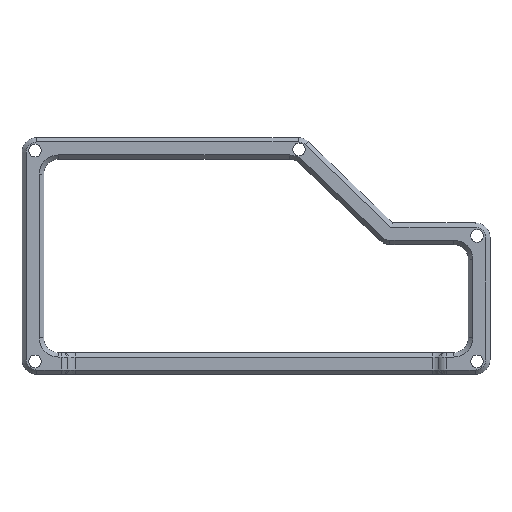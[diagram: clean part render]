
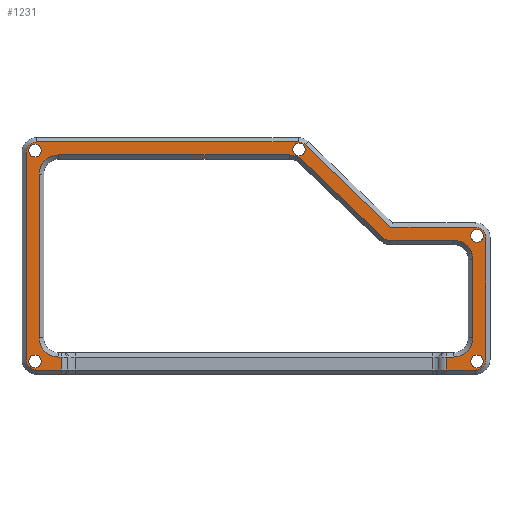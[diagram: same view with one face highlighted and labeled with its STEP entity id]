
A CAD part, top view. The second image highlights one B-rep face of the part: STEP entity #1231.
In plain terms, the highlighted planar face has unit normal (0, 0, 1).
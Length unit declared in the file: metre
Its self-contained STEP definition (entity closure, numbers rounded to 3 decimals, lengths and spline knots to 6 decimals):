
#67=LINE('',#1912,#189);
#68=LINE('',#1914,#190);
#69=LINE('',#1916,#191);
#70=LINE('',#1920,#192);
#71=LINE('',#1924,#193);
#72=LINE('',#1928,#194);
#73=LINE('',#1932,#195);
#74=LINE('',#1936,#196);
#75=LINE('',#1940,#197);
#76=LINE('',#1942,#198);
#77=LINE('',#1944,#199);
#78=LINE('',#1948,#200);
#79=LINE('',#1952,#201);
#80=LINE('',#1954,#202);
#81=LINE('',#1958,#203);
#82=LINE('',#1962,#204);
#189=VECTOR('',#1505,1.);
#190=VECTOR('',#1506,1.);
#191=VECTOR('',#1507,1.);
#192=VECTOR('',#1510,1.);
#193=VECTOR('',#1513,1.);
#194=VECTOR('',#1516,1.);
#195=VECTOR('',#1519,1.);
#196=VECTOR('',#1522,1.);
#197=VECTOR('',#1525,1.);
#198=VECTOR('',#1526,1.);
#199=VECTOR('',#1527,1.);
#200=VECTOR('',#1530,1.);
#201=VECTOR('',#1533,1.);
#202=VECTOR('',#1534,1.);
#203=VECTOR('',#1537,1.);
#204=VECTOR('',#1540,1.);
#319=ORIENTED_EDGE('',*,*,#681,.F.);
#320=ORIENTED_EDGE('',*,*,#682,.F.);
#321=ORIENTED_EDGE('',*,*,#683,.F.);
#322=ORIENTED_EDGE('',*,*,#684,.F.);
#323=ORIENTED_EDGE('',*,*,#685,.F.);
#324=ORIENTED_EDGE('',*,*,#686,.T.);
#325=ORIENTED_EDGE('',*,*,#687,.T.);
#326=ORIENTED_EDGE('',*,*,#688,.F.);
#327=ORIENTED_EDGE('',*,*,#689,.T.);
#328=ORIENTED_EDGE('',*,*,#690,.T.);
#329=ORIENTED_EDGE('',*,*,#691,.T.);
#330=ORIENTED_EDGE('',*,*,#692,.T.);
#331=ORIENTED_EDGE('',*,*,#693,.T.);
#332=ORIENTED_EDGE('',*,*,#694,.T.);
#333=ORIENTED_EDGE('',*,*,#695,.T.);
#334=ORIENTED_EDGE('',*,*,#696,.T.);
#335=ORIENTED_EDGE('',*,*,#697,.T.);
#336=ORIENTED_EDGE('',*,*,#698,.T.);
#337=ORIENTED_EDGE('',*,*,#699,.T.);
#338=ORIENTED_EDGE('',*,*,#700,.T.);
#339=ORIENTED_EDGE('',*,*,#701,.T.);
#340=ORIENTED_EDGE('',*,*,#702,.T.);
#341=ORIENTED_EDGE('',*,*,#703,.T.);
#342=ORIENTED_EDGE('',*,*,#704,.T.);
#343=ORIENTED_EDGE('',*,*,#705,.T.);
#344=ORIENTED_EDGE('',*,*,#706,.T.);
#345=ORIENTED_EDGE('',*,*,#707,.T.);
#346=ORIENTED_EDGE('',*,*,#708,.T.);
#347=ORIENTED_EDGE('',*,*,#709,.T.);
#348=ORIENTED_EDGE('',*,*,#710,.T.);
#349=ORIENTED_EDGE('',*,*,#711,.T.);
#350=ORIENTED_EDGE('',*,*,#712,.T.);
#681=EDGE_CURVE('',#862,#862,#957,.T.);
#682=EDGE_CURVE('',#863,#863,#958,.T.);
#683=EDGE_CURVE('',#864,#864,#959,.T.);
#684=EDGE_CURVE('',#865,#865,#960,.T.);
#685=EDGE_CURVE('',#866,#866,#961,.T.);
#686=EDGE_CURVE('',#867,#868,#962,.T.);
#687=EDGE_CURVE('',#868,#869,#67,.T.);
#688=EDGE_CURVE('',#870,#869,#68,.T.);
#689=EDGE_CURVE('',#870,#871,#69,.T.);
#690=EDGE_CURVE('',#871,#872,#963,.F.);
#691=EDGE_CURVE('',#872,#873,#70,.T.);
#692=EDGE_CURVE('',#873,#874,#964,.F.);
#693=EDGE_CURVE('',#874,#875,#71,.T.);
#694=EDGE_CURVE('',#875,#876,#965,.F.);
#695=EDGE_CURVE('',#876,#877,#72,.T.);
#696=EDGE_CURVE('',#877,#878,#966,.T.);
#697=EDGE_CURVE('',#878,#879,#73,.T.);
#698=EDGE_CURVE('',#879,#880,#967,.F.);
#699=EDGE_CURVE('',#880,#881,#74,.T.);
#700=EDGE_CURVE('',#881,#882,#968,.F.);
#701=EDGE_CURVE('',#882,#883,#75,.T.);
#702=EDGE_CURVE('',#883,#884,#76,.T.);
#703=EDGE_CURVE('',#884,#885,#77,.T.);
#704=EDGE_CURVE('',#885,#886,#969,.T.);
#705=EDGE_CURVE('',#886,#887,#78,.T.);
#706=EDGE_CURVE('',#887,#888,#970,.T.);
#707=EDGE_CURVE('',#888,#889,#79,.T.);
#708=EDGE_CURVE('',#889,#890,#80,.T.);
#709=EDGE_CURVE('',#890,#891,#971,.T.);
#710=EDGE_CURVE('',#891,#892,#81,.T.);
#711=EDGE_CURVE('',#892,#893,#972,.T.);
#712=EDGE_CURVE('',#893,#867,#82,.T.);
#862=VERTEX_POINT('',#1900);
#863=VERTEX_POINT('',#1902);
#864=VERTEX_POINT('',#1904);
#865=VERTEX_POINT('',#1906);
#866=VERTEX_POINT('',#1908);
#867=VERTEX_POINT('',#1910);
#868=VERTEX_POINT('',#1911);
#869=VERTEX_POINT('',#1913);
#870=VERTEX_POINT('',#1915);
#871=VERTEX_POINT('',#1917);
#872=VERTEX_POINT('',#1919);
#873=VERTEX_POINT('',#1921);
#874=VERTEX_POINT('',#1923);
#875=VERTEX_POINT('',#1925);
#876=VERTEX_POINT('',#1927);
#877=VERTEX_POINT('',#1929);
#878=VERTEX_POINT('',#1931);
#879=VERTEX_POINT('',#1933);
#880=VERTEX_POINT('',#1935);
#881=VERTEX_POINT('',#1937);
#882=VERTEX_POINT('',#1939);
#883=VERTEX_POINT('',#1941);
#884=VERTEX_POINT('',#1943);
#885=VERTEX_POINT('',#1945);
#886=VERTEX_POINT('',#1947);
#887=VERTEX_POINT('',#1949);
#888=VERTEX_POINT('',#1951);
#889=VERTEX_POINT('',#1953);
#890=VERTEX_POINT('',#1955);
#891=VERTEX_POINT('',#1957);
#892=VERTEX_POINT('',#1959);
#893=VERTEX_POINT('',#1961);
#957=CIRCLE('',#1329,0.00145);
#958=CIRCLE('',#1330,0.00145);
#959=CIRCLE('',#1331,0.00145);
#960=CIRCLE('',#1332,0.00145);
#961=CIRCLE('',#1333,0.00145);
#962=CIRCLE('',#1334,0.002428);
#963=CIRCLE('',#1335,0.004428);
#964=CIRCLE('',#1336,0.004428);
#965=CIRCLE('',#1337,0.004428);
#966=CIRCLE('',#1338,0.002428);
#967=CIRCLE('',#1339,0.004428);
#968=CIRCLE('',#1340,0.004428);
#969=CIRCLE('',#1341,0.002428);
#970=CIRCLE('',#1342,0.002428);
#971=CIRCLE('',#1343,0.002428);
#972=CIRCLE('',#1344,0.002428);
#1010=EDGE_LOOP('',(#319));
#1011=EDGE_LOOP('',(#320));
#1012=EDGE_LOOP('',(#321));
#1013=EDGE_LOOP('',(#322));
#1014=EDGE_LOOP('',(#323));
#1015=EDGE_LOOP('',(#324,#325,#326,#327,#328,#329,#330,#331,#332,#333,#334,
#335,#336,#337,#338,#339,#340,#341,#342,#343,#344,#345,#346,#347,#348,#349,
#350));
#1102=FACE_BOUND('',#1010,.T.);
#1103=FACE_BOUND('',#1011,.T.);
#1104=FACE_BOUND('',#1012,.T.);
#1105=FACE_BOUND('',#1013,.T.);
#1106=FACE_BOUND('',#1014,.T.);
#1107=FACE_BOUND('',#1015,.T.);
#1194=PLANE('',#1328);
#1231=ADVANCED_FACE('',(#1102,#1103,#1104,#1105,#1106,#1107),#1194,.T.);
#1328=AXIS2_PLACEMENT_3D('',#1898,#1491,#1492);
#1329=AXIS2_PLACEMENT_3D('',#1899,#1493,#1494);
#1330=AXIS2_PLACEMENT_3D('',#1901,#1495,#1496);
#1331=AXIS2_PLACEMENT_3D('',#1903,#1497,#1498);
#1332=AXIS2_PLACEMENT_3D('',#1905,#1499,#1500);
#1333=AXIS2_PLACEMENT_3D('',#1907,#1501,#1502);
#1334=AXIS2_PLACEMENT_3D('',#1909,#1503,#1504);
#1335=AXIS2_PLACEMENT_3D('',#1918,#1508,#1509);
#1336=AXIS2_PLACEMENT_3D('',#1922,#1511,#1512);
#1337=AXIS2_PLACEMENT_3D('',#1926,#1514,#1515);
#1338=AXIS2_PLACEMENT_3D('',#1930,#1517,#1518);
#1339=AXIS2_PLACEMENT_3D('',#1934,#1520,#1521);
#1340=AXIS2_PLACEMENT_3D('',#1938,#1523,#1524);
#1341=AXIS2_PLACEMENT_3D('',#1946,#1528,#1529);
#1342=AXIS2_PLACEMENT_3D('',#1950,#1531,#1532);
#1343=AXIS2_PLACEMENT_3D('',#1956,#1535,#1536);
#1344=AXIS2_PLACEMENT_3D('',#1960,#1538,#1539);
#1491=DIRECTION('',(0.,0.,1.));
#1492=DIRECTION('',(1.,0.,0.));
#1493=DIRECTION('',(0.,0.,1.));
#1494=DIRECTION('',(1.,0.,0.));
#1495=DIRECTION('',(0.,0.,1.));
#1496=DIRECTION('',(1.,0.,0.));
#1497=DIRECTION('',(0.,0.,1.));
#1498=DIRECTION('',(1.,0.,0.));
#1499=DIRECTION('',(0.,0.,1.));
#1500=DIRECTION('',(1.,0.,0.));
#1501=DIRECTION('',(0.,0.,1.));
#1502=DIRECTION('',(1.,0.,0.));
#1503=DIRECTION('',(0.,0.,1.));
#1504=DIRECTION('',(1.,0.,0.));
#1505=DIRECTION('',(1.,0.,0.));
#1506=DIRECTION('',(0.,-1.,0.));
#1507=DIRECTION('',(-1.,0.,0.));
#1508=DIRECTION('',(0.,0.,1.));
#1509=DIRECTION('',(1.,0.,0.));
#1510=DIRECTION('',(0.,1.,0.));
#1511=DIRECTION('',(0.,0.,1.));
#1512=DIRECTION('',(1.,0.,0.));
#1513=DIRECTION('',(1.,0.,0.));
#1514=DIRECTION('',(0.,0.,1.));
#1515=DIRECTION('',(1.,0.,0.));
#1516=DIRECTION('',(0.721,-0.693,0.));
#1517=DIRECTION('',(0.,0.,1.));
#1518=DIRECTION('',(1.,0.,0.));
#1519=DIRECTION('',(1.,0.,0.));
#1520=DIRECTION('',(0.,0.,1.));
#1521=DIRECTION('',(1.,0.,0.));
#1522=DIRECTION('',(0.,-1.,0.));
#1523=DIRECTION('',(0.,0.,1.));
#1524=DIRECTION('',(1.,0.,0.));
#1525=DIRECTION('',(-1.,0.,0.));
#1526=DIRECTION('',(0.,-1.,0.));
#1527=DIRECTION('',(1.,0.,0.));
#1528=DIRECTION('',(0.,0.,1.));
#1529=DIRECTION('',(1.,0.,0.));
#1530=DIRECTION('',(0.,1.,0.));
#1531=DIRECTION('',(0.,0.,1.));
#1532=DIRECTION('',(1.,0.,0.));
#1533=DIRECTION('',(-1.,0.,0.));
#1534=DIRECTION('',(-0.721,0.693,0.));
#1535=DIRECTION('',(0.,0.,1.));
#1536=DIRECTION('',(1.,0.,0.));
#1537=DIRECTION('',(-1.,0.,0.));
#1538=DIRECTION('',(0.,0.,1.));
#1539=DIRECTION('',(1.,0.,0.));
#1540=DIRECTION('',(0.,-1.,0.));
#1898=CARTESIAN_POINT('',(0.048923,0.02235,0.024));
#1899=CARTESIAN_POINT('',(0.1,0.027,0.024));
#1900=CARTESIAN_POINT('',(0.10145,0.027,0.024));
#1901=CARTESIAN_POINT('',(0.1,-0.002,0.024));
#1902=CARTESIAN_POINT('',(0.10145,-0.002,0.024));
#1903=CARTESIAN_POINT('',(-0.002155,-0.002,0.024));
#1904=CARTESIAN_POINT('',(-0.000705,-0.002,0.024));
#1905=CARTESIAN_POINT('',(-0.002155,0.0467,0.024));
#1906=CARTESIAN_POINT('',(-0.000705,0.0467,0.024));
#1907=CARTESIAN_POINT('',(0.05888,0.047,0.024));
#1908=CARTESIAN_POINT('',(0.06033,0.047,0.024));
#1909=CARTESIAN_POINT('',(-0.001727,-0.001572,0.024));
#1910=CARTESIAN_POINT('',(-0.004155,-0.001572,0.024));
#1911=CARTESIAN_POINT('',(-0.001727,-0.004,0.024));
#1912=CARTESIAN_POINT('',(0.048923,-0.004,0.024));
#1913=CARTESIAN_POINT('',(0.003945,-0.004,0.024));
#1914=CARTESIAN_POINT('',(0.003945,0.0021,0.024));
#1915=CARTESIAN_POINT('',(0.003945,-0.001,0.024));
#1916=CARTESIAN_POINT('',(0.048923,-0.001,0.024));
#1917=CARTESIAN_POINT('',(0.003273,-0.001,0.024));
#1918=CARTESIAN_POINT('',(0.003273,0.003428,0.024));
#1919=CARTESIAN_POINT('',(-0.001155,0.003428,0.024));
#1920=CARTESIAN_POINT('',(-0.001155,0.041272,0.024));
#1921=CARTESIAN_POINT('',(-0.001155,0.041272,0.024));
#1922=CARTESIAN_POINT('',(0.003273,0.041272,0.024));
#1923=CARTESIAN_POINT('',(0.003273,0.0457,0.024));
#1924=CARTESIAN_POINT('',(0.05662,0.0457,0.024));
#1925=CARTESIAN_POINT('',(0.05662,0.0457,0.024));
#1926=CARTESIAN_POINT('',(0.05662,0.041272,0.024));
#1927=CARTESIAN_POINT('',(0.059688,0.044465,0.024));
#1928=CARTESIAN_POINT('',(0.06514,0.039226,0.024));
#1929=CARTESIAN_POINT('',(0.078198,0.026677,0.024));
#1930=CARTESIAN_POINT('',(0.07988,0.028428,0.024));
#1931=CARTESIAN_POINT('',(0.07988,0.026,0.024));
#1932=CARTESIAN_POINT('',(0.048923,0.026,0.024));
#1933=CARTESIAN_POINT('',(0.094572,0.026,0.024));
#1934=CARTESIAN_POINT('',(0.094572,0.021572,0.024));
#1935=CARTESIAN_POINT('',(0.099,0.021572,0.024));
#1936=CARTESIAN_POINT('',(0.099,0.02235,0.024));
#1937=CARTESIAN_POINT('',(0.099,0.003428,0.024));
#1938=CARTESIAN_POINT('',(0.094572,0.003428,0.024));
#1939=CARTESIAN_POINT('',(0.094572,-0.001,0.024));
#1940=CARTESIAN_POINT('',(0.048923,-0.001,0.024));
#1941=CARTESIAN_POINT('',(0.092922,-0.001,0.024));
#1942=CARTESIAN_POINT('',(0.092922,0.0021,0.024));
#1943=CARTESIAN_POINT('',(0.092922,-0.004,0.024));
#1944=CARTESIAN_POINT('',(0.048923,-0.004,0.024));
#1945=CARTESIAN_POINT('',(0.099572,-0.004,0.024));
#1946=CARTESIAN_POINT('',(0.099572,-0.001572,0.024));
#1947=CARTESIAN_POINT('',(0.102,-0.001572,0.024));
#1948=CARTESIAN_POINT('',(0.102,0.026572,0.024));
#1949=CARTESIAN_POINT('',(0.102,0.026572,0.024));
#1950=CARTESIAN_POINT('',(0.099572,0.026572,0.024));
#1951=CARTESIAN_POINT('',(0.099572,0.029,0.024));
#1952=CARTESIAN_POINT('',(0.080513,0.029,0.024));
#1953=CARTESIAN_POINT('',(0.08011,0.029,0.024));
#1954=CARTESIAN_POINT('',(0.060315,0.048023,0.024));
#1955=CARTESIAN_POINT('',(0.060315,0.048023,0.024));
#1956=CARTESIAN_POINT('',(0.058633,0.046272,0.024));
#1957=CARTESIAN_POINT('',(0.058633,0.0487,0.024));
#1958=CARTESIAN_POINT('',(0.048923,0.0487,0.024));
#1959=CARTESIAN_POINT('',(-0.001727,0.0487,0.024));
#1960=CARTESIAN_POINT('',(-0.001727,0.046272,0.024));
#1961=CARTESIAN_POINT('',(-0.004155,0.046272,0.024));
#1962=CARTESIAN_POINT('',(-0.004155,0.02235,0.024));
